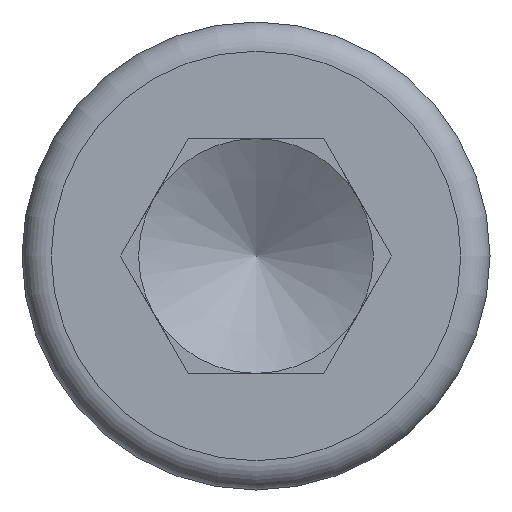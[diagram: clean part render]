
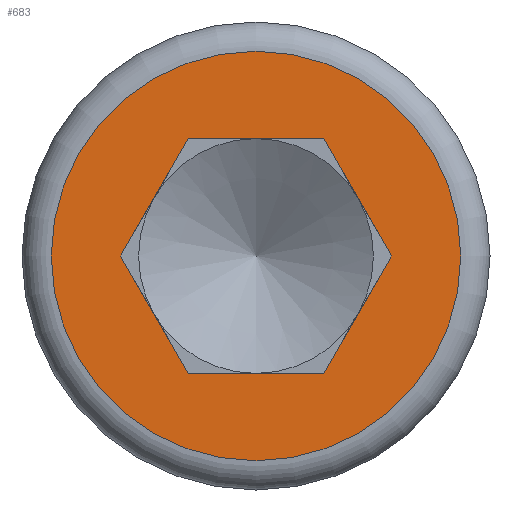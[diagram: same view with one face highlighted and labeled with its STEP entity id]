
A CAD part, left-side view. The second image highlights one B-rep face of the part: STEP entity #683.
In plain terms, the highlighted planar face has unit normal (-1, 0, 0).
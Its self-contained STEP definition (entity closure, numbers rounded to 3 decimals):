
#7 = PLANE ( 'NONE',  #1737 ) ;
#38 = VERTEX_POINT ( 'NONE', #246 ) ;
#71 = CARTESIAN_POINT ( 'NONE',  ( 0., 4.633, 0. ) ) ;
#117 = EDGE_CURVE ( 'NONE', #38, #1387, #1803, .T. ) ;
#126 = DIRECTION ( 'NONE',  ( 0., -0.5, -0.866 ) ) ;
#129 = LINE ( 'NONE', #1607, #808 ) ;
#139 = DIRECTION ( 'NONE',  ( 0., -0.5, -0.866 ) ) ;
#169 = DIRECTION ( 'NONE',  ( 0., 1., 0. ) ) ;
#231 = DIRECTION ( 'NONE',  ( 0., -1., 0. ) ) ;
#245 = ORIENTED_EDGE ( 'NONE', *, *, #1065, .T. ) ;
#246 = CARTESIAN_POINT ( 'NONE',  ( 0., -2.317, 4.013 ) ) ;
#365 = LINE ( 'NONE', #71, #1229 ) ;
#391 = CARTESIAN_POINT ( 'NONE',  ( 0., 2.317, -4.013 ) ) ;
#411 = CARTESIAN_POINT ( 'NONE',  ( 0., 2.317, -4.013 ) ) ;
#422 = LINE ( 'NONE', #1746, #1252 ) ;
#439 = CARTESIAN_POINT ( 'NONE',  ( 0., -2.317, 4.013 ) ) ;
#449 = CARTESIAN_POINT ( 'NONE',  ( 0., 0., 7. ) ) ;
#505 = CARTESIAN_POINT ( 'NONE',  ( 0., 2.317, 4.012 ) ) ;
#522 = ORIENTED_EDGE ( 'NONE', *, *, #1848, .T. ) ;
#524 = EDGE_LOOP ( 'NONE', ( #703, #1371, #1044, #522, #861, #801 ) ) ;
#588 = AXIS2_PLACEMENT_3D ( 'NONE', #974, #639, #1844 ) ;
#589 = DIRECTION ( 'NONE',  ( 0., 0.5, -0.866 ) ) ;
#616 = VERTEX_POINT ( 'NONE', #391 ) ;
#637 = EDGE_CURVE ( 'NONE', #616, #1003, #1722, .T. ) ;
#639 = DIRECTION ( 'NONE',  ( -1., 0., 0. ) ) ;
#683 = ADVANCED_FACE ( 'NONE', ( #760, #1370 ), #7, .T. ) ;
#703 = ORIENTED_EDGE ( 'NONE', *, *, #1439, .T. ) ;
#755 = VECTOR ( 'NONE', #169, 1000. ) ;
#760 = FACE_BOUND ( 'NONE', #524, .T. ) ;
#761 = VECTOR ( 'NONE', #589, 1000. ) ;
#801 = ORIENTED_EDGE ( 'NONE', *, *, #1641, .F. ) ;
#808 = VECTOR ( 'NONE', #139, 1000. ) ;
#848 = CARTESIAN_POINT ( 'NONE',  ( 0., -4.633, 0. ) ) ;
#861 = ORIENTED_EDGE ( 'NONE', *, *, #637, .F. ) ;
#905 = CIRCLE ( 'NONE', #588, 7. ) ;
#974 = CARTESIAN_POINT ( 'NONE',  ( 0., 0., 0. ) ) ;
#1003 = VERTEX_POINT ( 'NONE', #1235 ) ;
#1037 = CARTESIAN_POINT ( 'NONE',  ( 0., 4.633, 0. ) ) ;
#1044 = ORIENTED_EDGE ( 'NONE', *, *, #1503, .T. ) ;
#1065 = EDGE_CURVE ( 'NONE', #1693, #1693, #905, .T. ) ;
#1128 = DIRECTION ( 'NONE',  ( 0., -0.5, 0.866 ) ) ;
#1211 = CARTESIAN_POINT ( 'NONE',  ( 0., -4.633, 0. ) ) ;
#1229 = VECTOR ( 'NONE', #1128, 1000. ) ;
#1235 = CARTESIAN_POINT ( 'NONE',  ( 0., -2.317, -4.012 ) ) ;
#1252 = VECTOR ( 'NONE', #126, 1000. ) ;
#1370 = FACE_OUTER_BOUND ( 'NONE', #1555, .T. ) ;
#1371 = ORIENTED_EDGE ( 'NONE', *, *, #117, .F. ) ;
#1387 = VERTEX_POINT ( 'NONE', #505 ) ;
#1439 = EDGE_CURVE ( 'NONE', #1491, #1387, #365, .T. ) ;
#1491 = VERTEX_POINT ( 'NONE', #1037 ) ;
#1503 = EDGE_CURVE ( 'NONE', #38, #1672, #129, .T. ) ;
#1555 = EDGE_LOOP ( 'NONE', ( #245 ) ) ;
#1607 = CARTESIAN_POINT ( 'NONE',  ( 0., -2.317, 4.013 ) ) ;
#1641 = EDGE_CURVE ( 'NONE', #1491, #616, #422, .T. ) ;
#1659 = DIRECTION ( 'NONE',  ( 0., 0., 1. ) ) ;
#1672 = VERTEX_POINT ( 'NONE', #1211 ) ;
#1693 = VERTEX_POINT ( 'NONE', #449 ) ;
#1722 = LINE ( 'NONE', #411, #1733 ) ;
#1733 = VECTOR ( 'NONE', #231, 1000. ) ;
#1737 = AXIS2_PLACEMENT_3D ( 'NONE', #1895, #1764, #1659 ) ;
#1738 = LINE ( 'NONE', #848, #761 ) ;
#1746 = CARTESIAN_POINT ( 'NONE',  ( 0., 4.633, 0. ) ) ;
#1764 = DIRECTION ( 'NONE',  ( -1., 0., 0. ) ) ;
#1803 = LINE ( 'NONE', #439, #755 ) ;
#1844 = DIRECTION ( 'NONE',  ( 0., 0., 1. ) ) ;
#1848 = EDGE_CURVE ( 'NONE', #1672, #1003, #1738, .T. ) ;
#1895 = CARTESIAN_POINT ( 'NONE',  ( 0., 0., 0. ) ) ;
